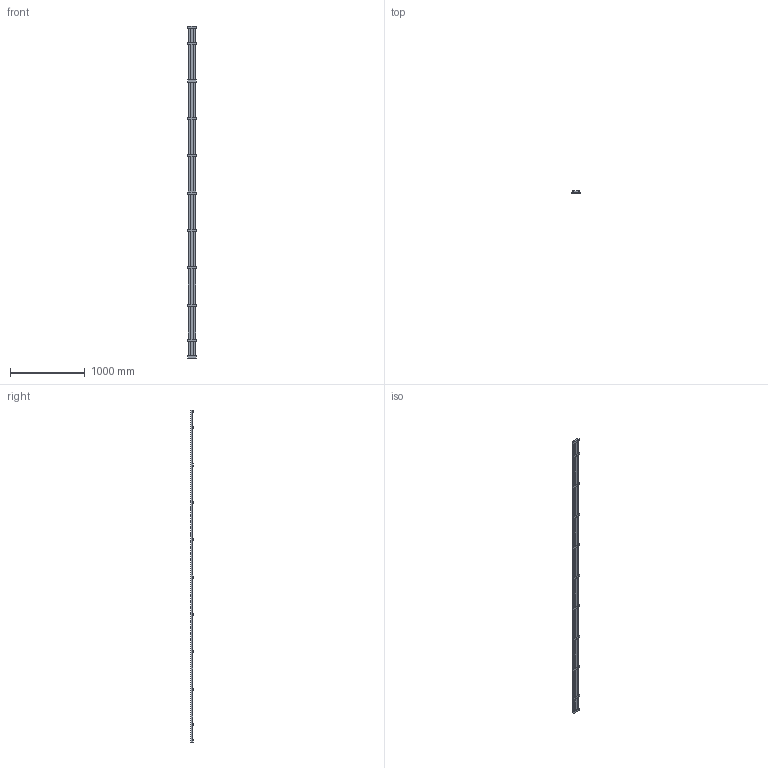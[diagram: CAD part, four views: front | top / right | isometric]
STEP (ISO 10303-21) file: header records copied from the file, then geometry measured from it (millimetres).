
FILE_DESCRIPTION(('STEP AP214'),'1');
FILE_NAME('270_012_000.stp','2021-05-27T06:03:04',('TraceParts'),('TraceParts S.A.'),'Spatial InterOp 3D',' ',' ');
FILE_SCHEMA(('AUTOMOTIVE_DESIGN { 1 0 10303 214 1 1 1 1 }'));
Length unit declared in the file: millimetre
Products named in the file (1): 270_012_000
Bounding box: 115 x 30 x 4444 mm (x, y, z)
Volume: 7169624.7 mm3; surface area: 1524027.9 mm2
Topology: 1 solids, 1 shells, 128 faces, 358 edges, 212 vertices
Faces by surface type: plane 122, cylinder 6
Entity records: 4730 total; most frequent: ORIENTED_EDGE 716, CARTESIAN_POINT 699, DIRECTION 628, EDGE_CURVE 358, LINE 346, VECTOR 346, VERTEX_POINT 212, AXIS2_PLACEMENT_3D 141
